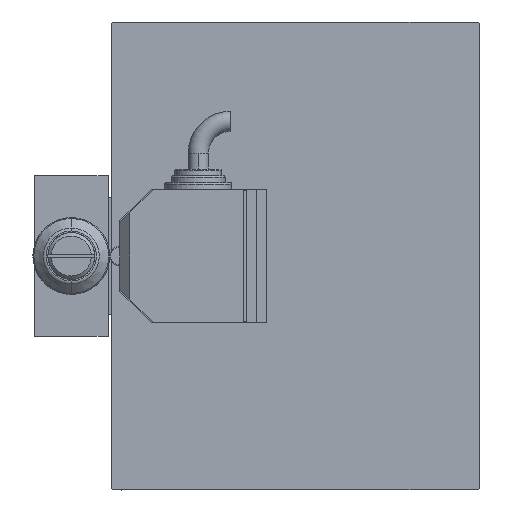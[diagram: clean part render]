
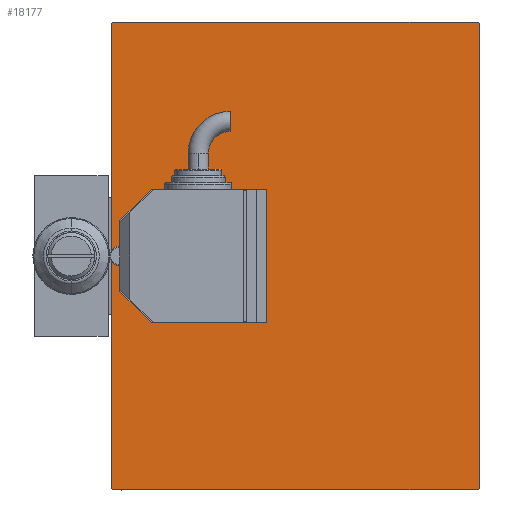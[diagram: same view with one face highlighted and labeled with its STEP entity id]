
A CAD part, left-side view. The second image highlights one B-rep face of the part: STEP entity #18177.
In plain terms, the highlighted face is planar.
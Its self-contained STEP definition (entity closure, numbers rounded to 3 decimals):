
#1257 = EDGE_CURVE ( 'NONE', #24240, #36035, #20249, .T. ) ;
#1359 = LINE ( 'NONE', #24152, #39862 ) ;
#1860 = VERTEX_POINT ( 'NONE', #24098 ) ;
#2368 = EDGE_CURVE ( 'NONE', #12360, #24240, #9998, .T. ) ;
#3431 = EDGE_CURVE ( 'NONE', #36035, #12214, #1359, .T. ) ;
#3987 = CARTESIAN_POINT ( 'NONE',  ( 173., -62.35, 62.35 ) ) ;
#4971 = EDGE_LOOP ( 'NONE', ( #17053, #22280, #11374, #22214, #21950, #24930, #43585, #41400 ) ) ;
#5117 = EDGE_CURVE ( 'NONE', #5516, #12360, #5224, .T. ) ;
#5224 = LINE ( 'NONE', #27264, #21767 ) ;
#5516 = VERTEX_POINT ( 'NONE', #6141 ) ;
#6141 = CARTESIAN_POINT ( 'NONE',  ( 173., -55., 69.7 ) ) ;
#7895 = VECTOR ( 'NONE', #19846, 1000. ) ;
#7982 = LINE ( 'NONE', #35441, #7895 ) ;
#9090 = FACE_OUTER_BOUND ( 'NONE', #4971, .T. ) ;
#9998 = LINE ( 'NONE', #37215, #44541 ) ;
#11374 = ORIENTED_EDGE ( 'NONE', *, *, #28415, .T. ) ;
#12214 = VERTEX_POINT ( 'NONE', #32180 ) ;
#12360 = VERTEX_POINT ( 'NONE', #22754 ) ;
#12748 = LINE ( 'NONE', #39245, #48252 ) ;
#13532 = PLANE ( 'NONE',  #27589 ) ;
#14732 = CARTESIAN_POINT ( 'NONE',  ( 173., -54.7, -70. ) ) ;
#17053 = ORIENTED_EDGE ( 'NONE', *, *, #1257, .T. ) ;
#18149 = DIRECTION ( 'NONE',  ( 0., 0.707, -0.707 ) ) ;
#18177 = ADVANCED_FACE ( 'NONE', ( #9090 ), #13532, .T. ) ;
#19199 = DIRECTION ( 'NONE',  ( 0., 0.707, 0.707 ) ) ;
#19846 = DIRECTION ( 'NONE',  ( 0., -0.707, 0.707 ) ) ;
#20249 = LINE ( 'NONE', #42290, #22400 ) ;
#21767 = VECTOR ( 'NONE', #23797, 1000. ) ;
#21950 = ORIENTED_EDGE ( 'NONE', *, *, #25912, .T. ) ;
#22214 = ORIENTED_EDGE ( 'NONE', *, *, #24691, .T. ) ;
#22280 = ORIENTED_EDGE ( 'NONE', *, *, #3431, .T. ) ;
#22400 = VECTOR ( 'NONE', #35111, 1000. ) ;
#22568 = LINE ( 'NONE', #3987, #35673 ) ;
#22754 = CARTESIAN_POINT ( 'NONE',  ( 173., -55., -69.7 ) ) ;
#23699 = CARTESIAN_POINT ( 'NONE',  ( 173., 0., 0. ) ) ;
#23797 = DIRECTION ( 'NONE',  ( 0., 0., -1. ) ) ;
#24098 = CARTESIAN_POINT ( 'NONE',  ( 173., 54.7, 70. ) ) ;
#24152 = CARTESIAN_POINT ( 'NONE',  ( 173., 62.35, -62.35 ) ) ;
#24240 = VERTEX_POINT ( 'NONE', #14732 ) ;
#24691 = EDGE_CURVE ( 'NONE', #44951, #1860, #7982, .T. ) ;
#24930 = ORIENTED_EDGE ( 'NONE', *, *, #27219, .T. ) ;
#25912 = EDGE_CURVE ( 'NONE', #1860, #35326, #12748, .T. ) ;
#27219 = EDGE_CURVE ( 'NONE', #35326, #5516, #22568, .T. ) ;
#27264 = CARTESIAN_POINT ( 'NONE',  ( 173., -55., 70. ) ) ;
#27545 = CARTESIAN_POINT ( 'NONE',  ( 173., 55., -70. ) ) ;
#27589 = AXIS2_PLACEMENT_3D ( 'NONE', #23699, #39791, #38802 ) ;
#28415 = EDGE_CURVE ( 'NONE', #12214, #44951, #38949, .T. ) ;
#32180 = CARTESIAN_POINT ( 'NONE',  ( 173., 55., -69.7 ) ) ;
#34731 = DIRECTION ( 'NONE',  ( 0., 0., 1. ) ) ;
#35111 = DIRECTION ( 'NONE',  ( 0., 1., 0. ) ) ;
#35326 = VERTEX_POINT ( 'NONE', #45168 ) ;
#35441 = CARTESIAN_POINT ( 'NONE',  ( 173., 62.35, 62.35 ) ) ;
#35673 = VECTOR ( 'NONE', #37662, 1000. ) ;
#36035 = VERTEX_POINT ( 'NONE', #46035 ) ;
#37215 = CARTESIAN_POINT ( 'NONE',  ( 173., -62.35, -62.35 ) ) ;
#37662 = DIRECTION ( 'NONE',  ( 0., -0.707, -0.707 ) ) ;
#38802 = DIRECTION ( 'NONE',  ( 0., 0., -1. ) ) ;
#38949 = LINE ( 'NONE', #27545, #45163 ) ;
#39245 = CARTESIAN_POINT ( 'NONE',  ( 173., 55., 70. ) ) ;
#39791 = DIRECTION ( 'NONE',  ( 1., 0., 0. ) ) ;
#39862 = VECTOR ( 'NONE', #19199, 1000. ) ;
#41400 = ORIENTED_EDGE ( 'NONE', *, *, #2368, .T. ) ;
#42290 = CARTESIAN_POINT ( 'NONE',  ( 173., -55., -70. ) ) ;
#43005 = CARTESIAN_POINT ( 'NONE',  ( 173., 55., 69.7 ) ) ;
#43585 = ORIENTED_EDGE ( 'NONE', *, *, #5117, .T. ) ;
#44541 = VECTOR ( 'NONE', #18149, 1000. ) ;
#44951 = VERTEX_POINT ( 'NONE', #43005 ) ;
#45163 = VECTOR ( 'NONE', #34731, 1000. ) ;
#45168 = CARTESIAN_POINT ( 'NONE',  ( 173., -54.7, 70. ) ) ;
#46035 = CARTESIAN_POINT ( 'NONE',  ( 173., 54.7, -70. ) ) ;
#46414 = DIRECTION ( 'NONE',  ( 0., -1., 0. ) ) ;
#48252 = VECTOR ( 'NONE', #46414, 1000. ) ;
